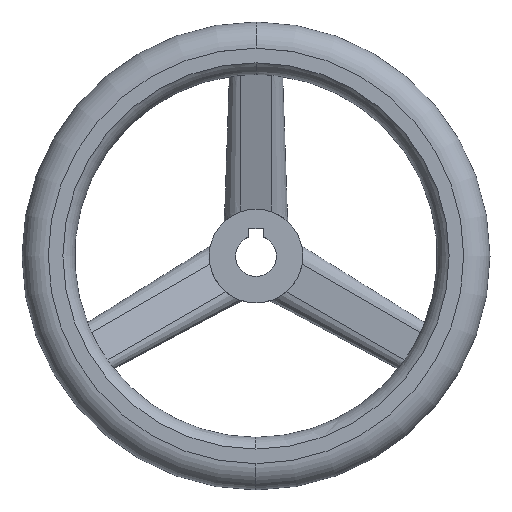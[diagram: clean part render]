
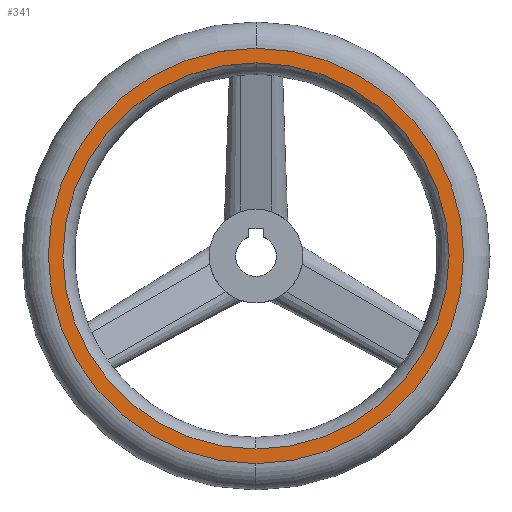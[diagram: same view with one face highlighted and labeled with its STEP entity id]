
A CAD part, top view. The second image highlights one B-rep face of the part: STEP entity #341.
In plain terms, the highlighted planar face has unit normal (0, 0, 1).
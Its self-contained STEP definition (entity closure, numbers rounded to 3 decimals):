
#341=ADVANCED_FACE('',(#774,#775),#776,.F.);
#375=EDGE_CURVE('',#593,#599,#813,.T.);
#393=VERTEX_POINT('',#833);
#417=EDGE_CURVE('',#579,#393,#859,.T.);
#463=EDGE_CURVE('',#599,#593,#909,.T.);
#563=EDGE_CURVE('',#613,#579,#1018,.T.);
#579=VERTEX_POINT('',#1035);
#593=VERTEX_POINT('',#1049);
#595=EDGE_CURVE('',#393,#613,#1051,.T.);
#599=VERTEX_POINT('',#1055);
#613=VERTEX_POINT('',#1071);
#774=FACE_BOUND('',#1401,.T.);
#775=FACE_OUTER_BOUND('',#1402,.T.);
#776=PLANE('',#1403);
#813=CIRCLE('',#1542,71.0);
#833=CARTESIAN_POINT('',(0.,66.025,38.5));
#859=CIRCLE('',#1663,66.025);
#909=CIRCLE('',#1793,71.0);
#1018=CIRCLE('',#2114,66.025);
#1035=CARTESIAN_POINT('',(0.,-66.025,38.5));
#1049=CARTESIAN_POINT('',(0.,-71.0,38.5));
#1051=CIRCLE('',#2189,66.025);
#1055=CARTESIAN_POINT('',(0.,71.0,38.5));
#1071=CARTESIAN_POINT('',(-66.025,0.,38.5));
#1401=EDGE_LOOP('',(#2427,#2428,#2429));
#1402=EDGE_LOOP('',(#2430,#2431));
#1403=AXIS2_PLACEMENT_3D('',#2432,#2433,#2434);
#1542=AXIS2_PLACEMENT_3D('',#2482,#2483,#2484);
#1663=AXIS2_PLACEMENT_3D('',#2530,#2531,#2532);
#1793=AXIS2_PLACEMENT_3D('',#2577,#2578,#2579);
#2114=AXIS2_PLACEMENT_3D('',#2681,#2682,#2683);
#2189=AXIS2_PLACEMENT_3D('',#2706,#2707,#2708);
#2427=ORIENTED_EDGE('',*,*,#563,.F.);
#2428=ORIENTED_EDGE('',*,*,#595,.F.);
#2429=ORIENTED_EDGE('',*,*,#417,.F.);
#2430=ORIENTED_EDGE('',*,*,#463,.T.);
#2431=ORIENTED_EDGE('',*,*,#375,.T.);
#2432=CARTESIAN_POINT('',(0.,66.5,38.5));
#2433=DIRECTION('',(0.,0.,-1.0));
#2434=DIRECTION('',(0.,-1.0,0.0));
#2482=CARTESIAN_POINT('',(0.,0.,38.5));
#2483=DIRECTION('',(0.,0.,1.0));
#2484=DIRECTION('',(0.,1.0,0.));
#2530=CARTESIAN_POINT('',(0.,0.,38.5));
#2531=DIRECTION('',(0.,0.,1.0));
#2532=DIRECTION('',(1.0,0.0,0.));
#2577=CARTESIAN_POINT('',(0.,0.,38.5));
#2578=DIRECTION('',(0.,0.,1.0));
#2579=DIRECTION('',(0.,1.0,0.));
#2681=CARTESIAN_POINT('',(0.,0.,38.5));
#2682=DIRECTION('',(0.,0.,1.0));
#2683=DIRECTION('',(1.0,0.0,0.));
#2706=CARTESIAN_POINT('',(0.,0.,38.5));
#2707=DIRECTION('',(0.,0.,1.0));
#2708=DIRECTION('',(1.0,0.0,0.));
